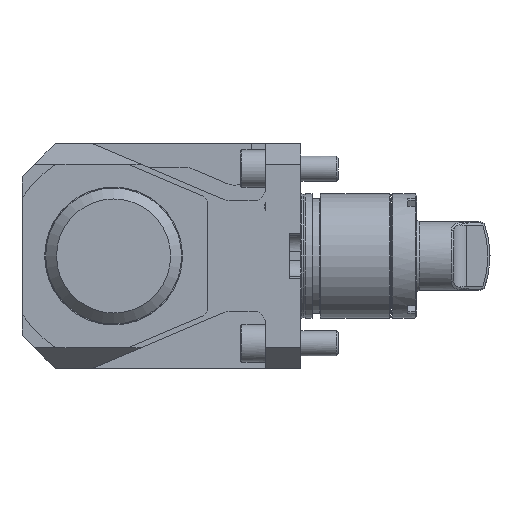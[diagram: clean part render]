
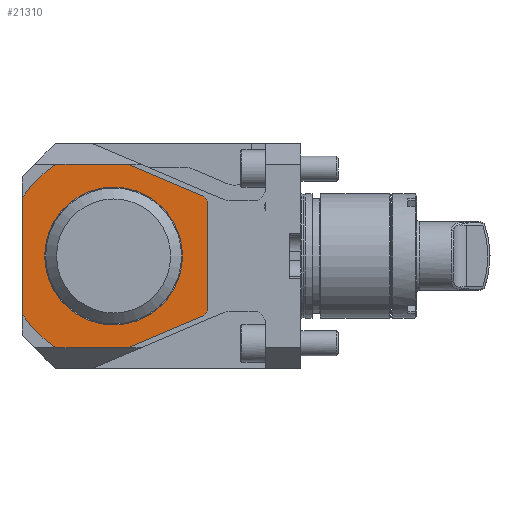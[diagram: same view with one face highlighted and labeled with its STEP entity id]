
A CAD part, left-side view. The second image highlights one B-rep face of the part: STEP entity #21310.
In plain terms, the highlighted planar face has unit normal (-1, 0, 0).
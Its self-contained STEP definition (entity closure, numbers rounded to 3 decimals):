
#98 = CIRCLE ( 'NONE', #23803, 52. ) ;
#163 = EDGE_CURVE ( 'NONE', #28418, #2360, #12098, .T. ) ;
#403 = ORIENTED_EDGE ( 'NONE', *, *, #21491, .F. ) ;
#572 = CARTESIAN_POINT ( 'NONE',  ( -77., 125.8, 44. ) ) ;
#917 = CIRCLE ( 'NONE', #22035, 52. ) ;
#1258 = LINE ( 'NONE', #8247, #23272 ) ;
#1359 = CARTESIAN_POINT ( 'NONE',  ( -77., 125.8, -44. ) ) ;
#1444 = VERTEX_POINT ( 'NONE', #12713 ) ;
#1525 = EDGE_CURVE ( 'NONE', #28622, #19326, #13526, .T. ) ;
#2183 = VERTEX_POINT ( 'NONE', #24466 ) ;
#2305 = LINE ( 'NONE', #15296, #26491 ) ;
#2360 = VERTEX_POINT ( 'NONE', #12376 ) ;
#2469 = EDGE_CURVE ( 'NONE', #2183, #2183, #11536, .T. ) ;
#2616 = VERTEX_POINT ( 'NONE', #4639 ) ;
#2718 = VECTOR ( 'NONE', #28585, 1000. ) ;
#3279 = CARTESIAN_POINT ( 'NONE',  ( -77., 160.713, -44. ) ) ;
#3443 = AXIS2_PLACEMENT_3D ( 'NONE', #26462, #14309, #20906 ) ;
#4312 = AXIS2_PLACEMENT_3D ( 'NONE', #24252, #5044, #8132 ) ;
#4639 = CARTESIAN_POINT ( 'NONE',  ( -77., 88., 26.058 ) ) ;
#5044 = DIRECTION ( 'NONE',  ( 1., 0., 0. ) ) ;
#5766 = CARTESIAN_POINT ( 'NONE',  ( -77., 125.8, -44. ) ) ;
#5803 = CARTESIAN_POINT ( 'NONE',  ( -77., 133., 0. ) ) ;
#7120 = CARTESIAN_POINT ( 'NONE',  ( -77., 177., -34. ) ) ;
#7653 = DIRECTION ( 'NONE',  ( 0., 0., -1. ) ) ;
#7707 = FACE_OUTER_BOUND ( 'NONE', #17695, .T. ) ;
#7716 = EDGE_CURVE ( 'NONE', #13190, #28622, #98, .T. ) ;
#8132 = DIRECTION ( 'NONE',  ( 0., 0., 1. ) ) ;
#8247 = CARTESIAN_POINT ( 'NONE',  ( -77., 88., 27.955 ) ) ;
#8625 = EDGE_CURVE ( 'NONE', #2360, #27476, #2305, .T. ) ;
#8651 = VECTOR ( 'NONE', #15552, 1000. ) ;
#8661 = ORIENTED_EDGE ( 'NONE', *, *, #1525, .F. ) ;
#11536 = CIRCLE ( 'NONE', #4312, 33.1 ) ;
#12098 = CIRCLE ( 'NONE', #35118, 52. ) ;
#12376 = CARTESIAN_POINT ( 'NONE',  ( -77., 89.591, -28.63 ) ) ;
#12704 = DIRECTION ( 'NONE',  ( 1., 0., 0. ) ) ;
#12713 = CARTESIAN_POINT ( 'NONE',  ( -77., 125.8, 44. ) ) ;
#13190 = VERTEX_POINT ( 'NONE', #3279 ) ;
#13327 = CARTESIAN_POINT ( 'NONE',  ( -77., 88., -26.058 ) ) ;
#13526 = LINE ( 'NONE', #7120, #33873 ) ;
#13740 = CARTESIAN_POINT ( 'NONE',  ( -77., 133., 0. ) ) ;
#14183 = CIRCLE ( 'NONE', #37835, 52. ) ;
#14309 = DIRECTION ( 'NONE',  ( 1., 0., 0. ) ) ;
#15296 = CARTESIAN_POINT ( 'NONE',  ( -77., 88., -27.955 ) ) ;
#15366 = CARTESIAN_POINT ( 'NONE',  ( -77., 160.713, 44. ) ) ;
#15552 = DIRECTION ( 'NONE',  ( 0., -1., 0. ) ) ;
#16256 = CARTESIAN_POINT ( 'NONE',  ( -77., 133., 0. ) ) ;
#16450 = DIRECTION ( 'NONE',  ( 0., -1., 0. ) ) ;
#16575 = ORIENTED_EDGE ( 'NONE', *, *, #2469, .T. ) ;
#16689 = LINE ( 'NONE', #572, #2718 ) ;
#17212 = PLANE ( 'NONE',  #3443 ) ;
#17666 = EDGE_CURVE ( 'NONE', #20144, #2616, #917, .T. ) ;
#17695 = EDGE_LOOP ( 'NONE', ( #8661, #35863, #36827, #26656, #22435, #36698, #23387, #28406, #403, #25359 ) ) ;
#18186 = CARTESIAN_POINT ( 'NONE',  ( -77., 177., 27.713 ) ) ;
#18388 = DIRECTION ( 'NONE',  ( 1., 0., 0. ) ) ;
#19326 = VERTEX_POINT ( 'NONE', #18186 ) ;
#20144 = VERTEX_POINT ( 'NONE', #36140 ) ;
#20673 = VECTOR ( 'NONE', #38855, 1000. ) ;
#20906 = DIRECTION ( 'NONE',  ( 0., -1., 0. ) ) ;
#21310 = ADVANCED_FACE ( 'Defeature completata1_517', ( #7707, #30319 ), #17212, .F. ) ;
#21491 = EDGE_CURVE ( 'NONE', #36704, #1444, #36907, .T. ) ;
#21890 = EDGE_LOOP ( 'NONE', ( #16575 ) ) ;
#22035 = AXIS2_PLACEMENT_3D ( 'NONE', #38410, #12704, #32016 ) ;
#22435 = ORIENTED_EDGE ( 'NONE', *, *, #163, .F. ) ;
#23017 = DIRECTION ( 'NONE',  ( 0., 0., 1. ) ) ;
#23272 = VECTOR ( 'NONE', #7653, 1000. ) ;
#23387 = ORIENTED_EDGE ( 'NONE', *, *, #17666, .F. ) ;
#23803 = AXIS2_PLACEMENT_3D ( 'NONE', #16256, #38027, #16450 ) ;
#23984 = DIRECTION ( 'NONE',  ( 0., -1., 0. ) ) ;
#24252 = CARTESIAN_POINT ( 'NONE',  ( -77., 133., 0. ) ) ;
#24466 = CARTESIAN_POINT ( 'NONE',  ( -77., 133., 33.1 ) ) ;
#25359 = ORIENTED_EDGE ( 'NONE', *, *, #37261, .F. ) ;
#26462 = CARTESIAN_POINT ( 'NONE',  ( -77., 185., 0. ) ) ;
#26491 = VECTOR ( 'NONE', #27233, 1000. ) ;
#26656 = ORIENTED_EDGE ( 'NONE', *, *, #8625, .F. ) ;
#27233 = DIRECTION ( 'NONE',  ( 0., 0.921, -0.391 ) ) ;
#27476 = VERTEX_POINT ( 'NONE', #5766 ) ;
#28406 = ORIENTED_EDGE ( 'NONE', *, *, #40542, .F. ) ;
#28418 = VERTEX_POINT ( 'NONE', #13327 ) ;
#28585 = DIRECTION ( 'NONE',  ( 0., -0.921, -0.391 ) ) ;
#28622 = VERTEX_POINT ( 'NONE', #28717 ) ;
#28717 = CARTESIAN_POINT ( 'NONE',  ( -77., 177., -27.713 ) ) ;
#28768 = DIRECTION ( 'NONE',  ( 0., -1., 0. ) ) ;
#28787 = EDGE_CURVE ( 'NONE', #27476, #13190, #36165, .T. ) ;
#30319 = FACE_BOUND ( 'NONE', #21890, .T. ) ;
#31468 = EDGE_CURVE ( 'NONE', #2616, #28418, #1258, .T. ) ;
#32016 = DIRECTION ( 'NONE',  ( 0., -1., 0. ) ) ;
#32047 = DIRECTION ( 'NONE',  ( 1., 0., 0. ) ) ;
#33873 = VECTOR ( 'NONE', #23017, 1000. ) ;
#35118 = AXIS2_PLACEMENT_3D ( 'NONE', #5803, #18388, #23984 ) ;
#35863 = ORIENTED_EDGE ( 'NONE', *, *, #7716, .F. ) ;
#36140 = CARTESIAN_POINT ( 'NONE',  ( -77., 89.591, 28.63 ) ) ;
#36165 = LINE ( 'NONE', #1359, #20673 ) ;
#36698 = ORIENTED_EDGE ( 'NONE', *, *, #31468, .F. ) ;
#36704 = VERTEX_POINT ( 'NONE', #15366 ) ;
#36827 = ORIENTED_EDGE ( 'NONE', *, *, #28787, .F. ) ;
#36907 = LINE ( 'NONE', #37520, #8651 ) ;
#37261 = EDGE_CURVE ( 'NONE', #19326, #36704, #14183, .T. ) ;
#37520 = CARTESIAN_POINT ( 'NONE',  ( -77., 167., 44. ) ) ;
#37835 = AXIS2_PLACEMENT_3D ( 'NONE', #13740, #32047, #28768 ) ;
#38027 = DIRECTION ( 'NONE',  ( 1., 0., 0. ) ) ;
#38410 = CARTESIAN_POINT ( 'NONE',  ( -77., 133., 0. ) ) ;
#38855 = DIRECTION ( 'NONE',  ( 0., 1., 0. ) ) ;
#40542 = EDGE_CURVE ( 'NONE', #1444, #20144, #16689, .T. ) ;
